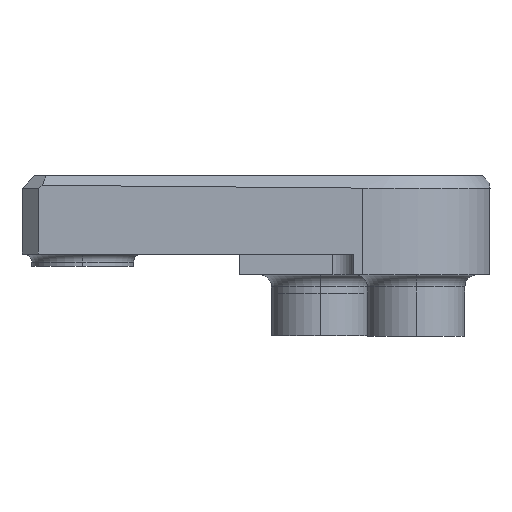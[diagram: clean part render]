
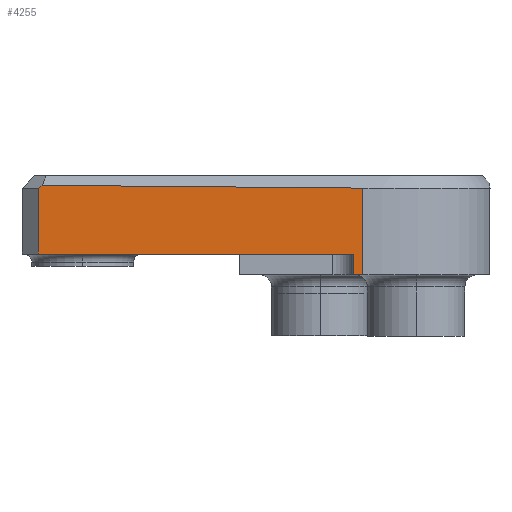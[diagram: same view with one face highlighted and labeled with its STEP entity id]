
A CAD part, left-side view. The second image highlights one B-rep face of the part: STEP entity #4255.
In plain terms, the highlighted planar face has unit normal (-1, 0, 0).
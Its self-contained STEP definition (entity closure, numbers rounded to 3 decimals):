
#217 = ORIENTED_EDGE ( 'NONE', *, *, #1860, .F. ) ;
#310 = EDGE_CURVE ( 'NONE', #3459, #1555, #1584, .T. ) ;
#423 = LINE ( 'NONE', #5254, #2339 ) ;
#432 = CARTESIAN_POINT ( 'NONE',  ( -601.063, 99.304, 37. ) ) ;
#539 = CARTESIAN_POINT ( 'NONE',  ( -601.063, 21.894, 20.8 ) ) ;
#588 = VECTOR ( 'NONE', #3966, 1000. ) ;
#890 = CARTESIAN_POINT ( 'NONE',  ( -601.063, 19.558, 51.8 ) ) ;
#926 = CARTESIAN_POINT ( 'NONE',  ( -601.063, 19.558, 15.7 ) ) ;
#1108 = VERTEX_POINT ( 'NONE', #432 ) ;
#1238 = VERTEX_POINT ( 'NONE', #1293 ) ;
#1293 = CARTESIAN_POINT ( 'NONE',  ( -601.063, 21.894, 15.7 ) ) ;
#1539 = CARTESIAN_POINT ( 'NONE',  ( -601.063, 19.558, 37. ) ) ;
#1555 = VERTEX_POINT ( 'NONE', #539 ) ;
#1568 = DIRECTION ( 'NONE',  ( 0., 0., 1. ) ) ;
#1584 = LINE ( 'NONE', #2906, #3612 ) ;
#1750 = AXIS2_PLACEMENT_3D ( 'NONE', #4664, #7192, #2836 ) ;
#1849 = EDGE_CURVE ( 'NONE', #3459, #1108, #423, .T. ) ;
#1860 = EDGE_CURVE ( 'NONE', #2067, #4918, #6319, .T. ) ;
#2067 = VERTEX_POINT ( 'NONE', #4106 ) ;
#2073 = DIRECTION ( 'NONE',  ( 0., 0., -1. ) ) ;
#2181 = ORIENTED_EDGE ( 'NONE', *, *, #3600, .T. ) ;
#2182 = ORIENTED_EDGE ( 'NONE', *, *, #1849, .F. ) ;
#2275 = PLANE ( 'NONE',  #1750 ) ;
#2339 = VECTOR ( 'NONE', #1568, 1000. ) ;
#2570 = CARTESIAN_POINT ( 'NONE',  ( -601.063, 98.338, 37.683 ) ) ;
#2612 = CARTESIAN_POINT ( 'NONE',  ( -601.063, 45.818, 37.228 ) ) ;
#2801 = EDGE_CURVE ( 'NONE', #1238, #1555, #3379, .T. ) ;
#2836 = DIRECTION ( 'NONE',  ( 0., 0., 1. ) ) ;
#2906 = CARTESIAN_POINT ( 'NONE',  ( -601.063, -11.696, 20.8 ) ) ;
#3150 = ORIENTED_EDGE ( 'NONE', *, *, #2801, .F. ) ;
#3226 = ORIENTED_EDGE ( 'NONE', *, *, #3251, .T. ) ;
#3251 = EDGE_CURVE ( 'NONE', #2067, #6659, #4386, .T. ) ;
#3254 = CARTESIAN_POINT ( 'NONE',  ( -601.063, 101.971, 35.114 ) ) ;
#3330 = LINE ( 'NONE', #7489, #5411 ) ;
#3379 = LINE ( 'NONE', #4570, #588 ) ;
#3396 = FACE_OUTER_BOUND ( 'NONE', #3713, .T. ) ;
#3459 = VERTEX_POINT ( 'NONE', #4159 ) ;
#3600 = EDGE_CURVE ( 'NONE', #6659, #1108, #7522, .T. ) ;
#3612 = VECTOR ( 'NONE', #7053, 1000. ) ;
#3640 = EDGE_CURVE ( 'NONE', #1238, #4918, #3330, .T. ) ;
#3713 = EDGE_LOOP ( 'NONE', ( #3226, #2181, #2182, #3958, #3150, #3903, #217 ) ) ;
#3903 = ORIENTED_EDGE ( 'NONE', *, *, #3640, .T. ) ;
#3958 = ORIENTED_EDGE ( 'NONE', *, *, #310, .T. ) ;
#3966 = DIRECTION ( 'NONE',  ( 0., 0., 1. ) ) ;
#4106 = CARTESIAN_POINT ( 'NONE',  ( -601.063, 19.558, 37. ) ) ;
#4159 = CARTESIAN_POINT ( 'NONE',  ( -601.063, 99.304, 20.8 ) ) ;
#4255 = ADVANCED_FACE ( 'NONE', ( #3396 ), #2275, .F. ) ;
#4386 = B_SPLINE_CURVE_WITH_KNOTS ( 'NONE', 3,
 ( #1539, #2612, #6924, #2570 ),
 .UNSPECIFIED., .F., .F.,
 ( 4, 4 ),
 ( 0., 1. ),
 .UNSPECIFIED. ) ;
#4401 = DIRECTION ( 'NONE',  ( 0., -1., 0. ) ) ;
#4570 = CARTESIAN_POINT ( 'NONE',  ( -601.063, 21.894, 40. ) ) ;
#4664 = CARTESIAN_POINT ( 'NONE',  ( -601.063, -11.696, 40. ) ) ;
#4918 = VERTEX_POINT ( 'NONE', #926 ) ;
#4989 = DIRECTION ( 'NONE',  ( 0., 0.816, -0.577 ) ) ;
#5254 = CARTESIAN_POINT ( 'NONE',  ( -601.063, 99.304, 40. ) ) ;
#5280 = VECTOR ( 'NONE', #4989, 1000. ) ;
#5411 = VECTOR ( 'NONE', #4401, 1000. ) ;
#6319 = LINE ( 'NONE', #890, #7521 ) ;
#6659 = VERTEX_POINT ( 'NONE', #7499 ) ;
#6924 = CARTESIAN_POINT ( 'NONE',  ( -601.063, 72.078, 37.456 ) ) ;
#7053 = DIRECTION ( 'NONE',  ( 0., -1., 0. ) ) ;
#7192 = DIRECTION ( 'NONE',  ( 1., 0., 0. ) ) ;
#7489 = CARTESIAN_POINT ( 'NONE',  ( -601.063, -11.696, 15.7 ) ) ;
#7499 = CARTESIAN_POINT ( 'NONE',  ( -601.063, 98.338, 37.683 ) ) ;
#7521 = VECTOR ( 'NONE', #2073, 1000. ) ;
#7522 = LINE ( 'NONE', #3254, #5280 ) ;
